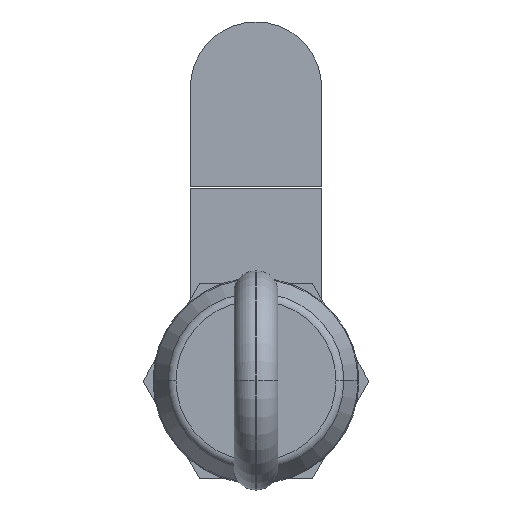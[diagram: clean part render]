
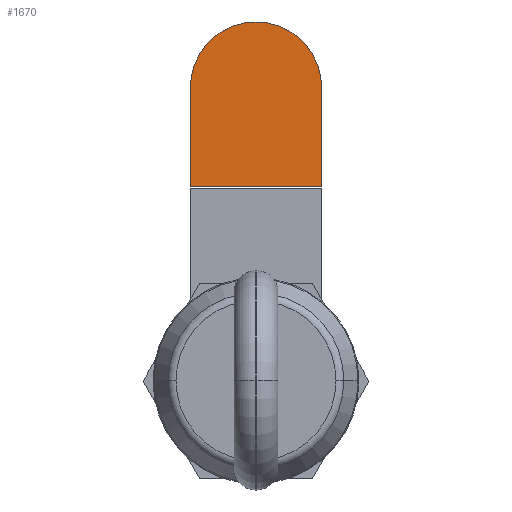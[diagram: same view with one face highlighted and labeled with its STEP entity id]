
A CAD part, top view. The second image highlights one B-rep face of the part: STEP entity #1670.
In plain terms, the highlighted planar face has unit normal (0, 0, 1).
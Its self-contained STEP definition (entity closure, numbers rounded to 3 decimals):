
#23 = CARTESIAN_POINT ( 'NONE',  ( -7.5, 33.5, -30. ) ) ;
#39 = AXIS2_PLACEMENT_3D ( 'NONE', #389, #2838, #856 ) ;
#72 = CARTESIAN_POINT ( 'NONE',  ( 0., 22.2, -30. ) ) ;
#90 = DIRECTION ( 'NONE',  ( 0., 1., 0. ) ) ;
#151 = FACE_OUTER_BOUND ( 'NONE', #574, .T. ) ;
#224 = VERTEX_POINT ( 'NONE', #940 ) ;
#389 = CARTESIAN_POINT ( 'NONE',  ( 0., 0., -30. ) ) ;
#414 = EDGE_CURVE ( 'NONE', #224, #1425, #2338, .T. ) ;
#462 = ORIENTED_EDGE ( 'NONE', *, *, #1591, .T. ) ;
#574 = EDGE_LOOP ( 'NONE', ( #1117, #462, #912, #1641 ) ) ;
#577 = CARTESIAN_POINT ( 'NONE',  ( 0., 33.5, -30. ) ) ;
#784 = LINE ( 'NONE', #72, #1643 ) ;
#856 = DIRECTION ( 'NONE',  ( -1., 0., 0. ) ) ;
#862 = EDGE_CURVE ( 'NONE', #2683, #877, #1831, .T. ) ;
#877 = VERTEX_POINT ( 'NONE', #1378 ) ;
#912 = ORIENTED_EDGE ( 'NONE', *, *, #862, .F. ) ;
#940 = CARTESIAN_POINT ( 'NONE',  ( -7.5, 22.2, -30. ) ) ;
#1002 = VECTOR ( 'NONE', #1327, 1000. ) ;
#1117 = ORIENTED_EDGE ( 'NONE', *, *, #414, .F. ) ;
#1188 = EDGE_CURVE ( 'NONE', #1425, #2683, #2635, .T. ) ;
#1219 = CARTESIAN_POINT ( 'NONE',  ( -7.5, 0., -30. ) ) ;
#1250 = DIRECTION ( 'NONE',  ( -1., 0., 0. ) ) ;
#1317 = VECTOR ( 'NONE', #90, 1000. ) ;
#1327 = DIRECTION ( 'NONE',  ( 0., -1., 0. ) ) ;
#1378 = CARTESIAN_POINT ( 'NONE',  ( 7.5, 22.2, -30. ) ) ;
#1425 = VERTEX_POINT ( 'NONE', #23 ) ;
#1480 = DIRECTION ( 'NONE',  ( 0., 0., -1. ) ) ;
#1540 = PLANE ( 'NONE',  #39 ) ;
#1591 = EDGE_CURVE ( 'NONE', #224, #877, #784, .T. ) ;
#1641 = ORIENTED_EDGE ( 'NONE', *, *, #1188, .F. ) ;
#1643 = VECTOR ( 'NONE', #2317, 1000. ) ;
#1670 = ADVANCED_FACE ( 'NONE', ( #151 ), #1540, .F. ) ;
#1801 = CARTESIAN_POINT ( 'NONE',  ( 7.5, 0., -30. ) ) ;
#1831 = LINE ( 'NONE', #1801, #1002 ) ;
#1896 = AXIS2_PLACEMENT_3D ( 'NONE', #577, #1480, #1250 ) ;
#2317 = DIRECTION ( 'NONE',  ( 1., 0., 0. ) ) ;
#2338 = LINE ( 'NONE', #1219, #1317 ) ;
#2592 = CARTESIAN_POINT ( 'NONE',  ( 7.5, 33.5, -30. ) ) ;
#2635 = CIRCLE ( 'NONE', #1896, 7.5 ) ;
#2683 = VERTEX_POINT ( 'NONE', #2592 ) ;
#2838 = DIRECTION ( 'NONE',  ( 0., 0., -1. ) ) ;
